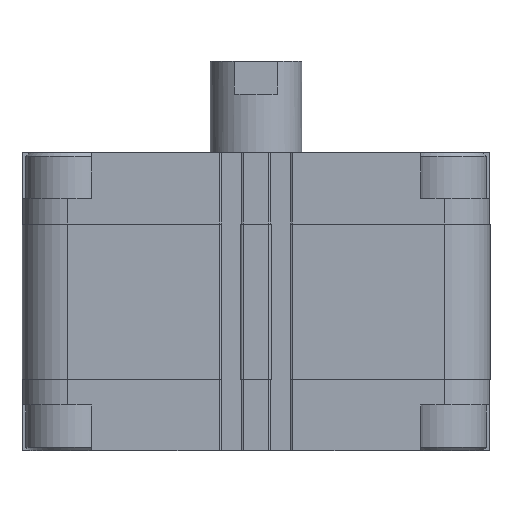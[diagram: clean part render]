
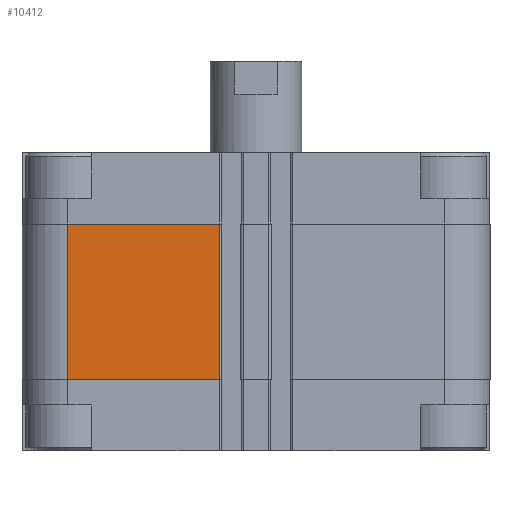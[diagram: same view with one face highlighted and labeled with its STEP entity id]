
A CAD part, front view. The second image highlights one B-rep face of the part: STEP entity #10412.
In plain terms, the highlighted face is planar.
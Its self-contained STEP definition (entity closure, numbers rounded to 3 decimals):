
#1992=ORIENTED_EDGE('',*,*,#4620,.F.);
#1993=ORIENTED_EDGE('',*,*,#4705,.F.);
#1994=ORIENTED_EDGE('',*,*,#4315,.T.);
#1995=ORIENTED_EDGE('',*,*,#4706,.T.);
#4315=EDGE_CURVE('',#5823,#5822,#6724,.T.);
#4620=EDGE_CURVE('',#6015,#6016,#6940,.T.);
#4705=EDGE_CURVE('',#5823,#6015,#6994,.T.);
#4706=EDGE_CURVE('',#5822,#6016,#6995,.T.);
#5822=VERTEX_POINT('',#15962);
#5823=VERTEX_POINT('',#15964);
#6015=VERTEX_POINT('',#16565);
#6016=VERTEX_POINT('',#16567);
#6724=LINE('',#15963,#7688);
#6940=LINE('',#16566,#7904);
#6994=LINE('',#16737,#7958);
#6995=LINE('',#16739,#7959);
#7688=VECTOR('',#12367,1000.);
#7904=VECTOR('',#12971,1000.);
#7958=VECTOR('',#13149,1000.);
#7959=VECTOR('',#13152,1000.);
#8574=EDGE_LOOP('',(#1992,#1993,#1994,#1995));
#9298=FACE_BOUND('',#8574,.T.);
#9940=PLANE('',#11256);
#10412=ADVANCED_FACE('',(#9298),#9940,.T.);
#11256=AXIS2_PLACEMENT_3D('',#16738,#13150,#13151);
#12367=DIRECTION('',(-1.,0.,0.));
#12971=DIRECTION('',(-1.,0.,0.));
#13149=DIRECTION('',(0.,0.,1.));
#13150=DIRECTION('',(0.,1.,0.));
#13151=DIRECTION('',(0.,0.,1.));
#13152=DIRECTION('',(0.,0.,1.));
#15962=CARTESIAN_POINT('',(9.95,64.,-62.));
#15963=CARTESIAN_POINT('',(51.5,64.,-62.));
#15964=CARTESIAN_POINT('',(51.5,64.,-62.));
#16565=CARTESIAN_POINT('',(51.5,64.,-19.5));
#16566=CARTESIAN_POINT('',(51.5,64.,-19.5));
#16567=CARTESIAN_POINT('',(9.95,64.,-19.5));
#16737=CARTESIAN_POINT('',(51.5,64.,-62.));
#16738=CARTESIAN_POINT('',(51.5,64.,-62.));
#16739=CARTESIAN_POINT('',(9.95,64.,-62.));
